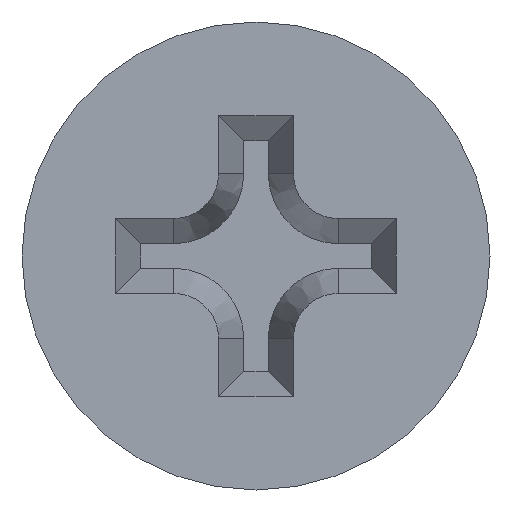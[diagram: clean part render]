
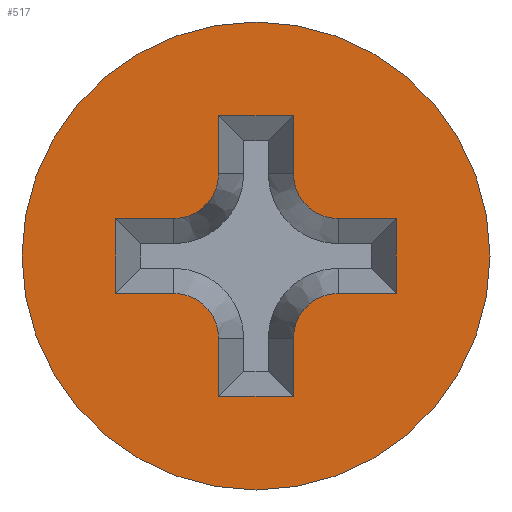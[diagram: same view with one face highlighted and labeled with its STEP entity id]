
A CAD part, front view. The second image highlights one B-rep face of the part: STEP entity #517.
In plain terms, the highlighted planar face has unit normal (0, -1, 0).
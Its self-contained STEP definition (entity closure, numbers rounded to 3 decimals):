
#71=FACE_BOUND('',#141,.T.);
#75=CIRCLE('',#546,0.239);
#77=CIRCLE('',#552,0.239);
#79=CIRCLE('',#558,0.239);
#81=CIRCLE('',#564,0.239);
#85=CIRCLE('',#572,1.25);
#117=FACE_OUTER_BOUND('',#140,.T.);
#140=EDGE_LOOP('',(#407));
#141=EDGE_LOOP('',(#408,#409,#410,#411,#412,#413,#414,#415,#416,#417,#418,
#419,#420,#421,#422,#423));
#144=LINE('',#752,#186);
#147=LINE('',#758,#189);
#150=LINE('',#764,#192);
#154=LINE('',#776,#196);
#157=LINE('',#782,#199);
#160=LINE('',#788,#202);
#164=LINE('',#800,#206);
#167=LINE('',#806,#209);
#170=LINE('',#812,#212);
#174=LINE('',#824,#216);
#177=LINE('',#830,#219);
#180=LINE('',#836,#222);
#186=VECTOR('',#600,10.);
#189=VECTOR('',#605,10.);
#192=VECTOR('',#610,10.);
#196=VECTOR('',#622,10.);
#199=VECTOR('',#627,10.);
#202=VECTOR('',#632,10.);
#206=VECTOR('',#644,10.);
#209=VECTOR('',#649,10.);
#212=VECTOR('',#654,10.);
#216=VECTOR('',#666,10.);
#219=VECTOR('',#671,10.);
#222=VECTOR('',#676,10.);
#228=VERTEX_POINT('',#749);
#229=VERTEX_POINT('',#751);
#231=VERTEX_POINT('',#757);
#233=VERTEX_POINT('',#763);
#235=VERTEX_POINT('',#769);
#237=VERTEX_POINT('',#775);
#239=VERTEX_POINT('',#781);
#241=VERTEX_POINT('',#787);
#243=VERTEX_POINT('',#793);
#245=VERTEX_POINT('',#799);
#247=VERTEX_POINT('',#805);
#249=VERTEX_POINT('',#811);
#251=VERTEX_POINT('',#817);
#253=VERTEX_POINT('',#823);
#255=VERTEX_POINT('',#829);
#257=VERTEX_POINT('',#835);
#261=VERTEX_POINT('',#852);
#264=EDGE_CURVE('',#229,#228,#144,.T.);
#267=EDGE_CURVE('',#231,#229,#147,.T.);
#270=EDGE_CURVE('',#233,#231,#150,.T.);
#273=EDGE_CURVE('',#235,#233,#75,.T.);
#276=EDGE_CURVE('',#237,#235,#154,.T.);
#279=EDGE_CURVE('',#239,#237,#157,.T.);
#282=EDGE_CURVE('',#241,#239,#160,.T.);
#285=EDGE_CURVE('',#243,#241,#77,.T.);
#288=EDGE_CURVE('',#245,#243,#164,.T.);
#291=EDGE_CURVE('',#247,#245,#167,.T.);
#294=EDGE_CURVE('',#249,#247,#170,.T.);
#297=EDGE_CURVE('',#251,#249,#79,.T.);
#300=EDGE_CURVE('',#253,#251,#174,.T.);
#303=EDGE_CURVE('',#255,#253,#177,.T.);
#306=EDGE_CURVE('',#257,#255,#180,.T.);
#309=EDGE_CURVE('',#228,#257,#81,.T.);
#315=EDGE_CURVE('',#261,#261,#85,.T.);
#407=ORIENTED_EDGE('',*,*,#315,.F.);
#408=ORIENTED_EDGE('',*,*,#264,.T.);
#409=ORIENTED_EDGE('',*,*,#309,.T.);
#410=ORIENTED_EDGE('',*,*,#306,.T.);
#411=ORIENTED_EDGE('',*,*,#303,.T.);
#412=ORIENTED_EDGE('',*,*,#300,.T.);
#413=ORIENTED_EDGE('',*,*,#297,.T.);
#414=ORIENTED_EDGE('',*,*,#294,.T.);
#415=ORIENTED_EDGE('',*,*,#291,.T.);
#416=ORIENTED_EDGE('',*,*,#288,.T.);
#417=ORIENTED_EDGE('',*,*,#285,.T.);
#418=ORIENTED_EDGE('',*,*,#282,.T.);
#419=ORIENTED_EDGE('',*,*,#279,.T.);
#420=ORIENTED_EDGE('',*,*,#276,.T.);
#421=ORIENTED_EDGE('',*,*,#273,.T.);
#422=ORIENTED_EDGE('',*,*,#270,.T.);
#423=ORIENTED_EDGE('',*,*,#267,.T.);
#439=PLANE('',#574);
#517=ADVANCED_FACE('',(#117,#71),#439,.F.);
#546=AXIS2_PLACEMENT_3D('',#770,#616,#617);
#552=AXIS2_PLACEMENT_3D('',#794,#638,#639);
#558=AXIS2_PLACEMENT_3D('',#818,#660,#661);
#564=AXIS2_PLACEMENT_3D('',#840,#682,#683);
#572=AXIS2_PLACEMENT_3D('',#854,#700,#701);
#574=AXIS2_PLACEMENT_3D('',#856,#704,#705);
#600=DIRECTION('',(0.,0.,-1.));
#605=DIRECTION('',(1.,0.,0.));
#610=DIRECTION('',(0.,0.,1.));
#616=DIRECTION('center_axis',(0.,-1.,0.));
#617=DIRECTION('ref_axis',(0.,0.,1.));
#622=DIRECTION('',(1.,0.,0.));
#627=DIRECTION('',(0.,0.,1.));
#632=DIRECTION('',(-1.,0.,0.));
#638=DIRECTION('center_axis',(0.,-1.,0.));
#639=DIRECTION('ref_axis',(-1.,0.,0.));
#644=DIRECTION('',(0.,0.,1.));
#649=DIRECTION('',(-1.,0.,0.));
#654=DIRECTION('',(0.,0.,-1.));
#660=DIRECTION('center_axis',(0.,-1.,0.));
#661=DIRECTION('ref_axis',(0.,0.,-1.));
#666=DIRECTION('',(-1.,0.,0.));
#671=DIRECTION('',(0.,0.,-1.));
#676=DIRECTION('',(1.,0.,0.));
#682=DIRECTION('center_axis',(0.,-1.,0.));
#683=DIRECTION('ref_axis',(1.,0.,0.));
#700=DIRECTION('center_axis',(0.,1.,0.));
#701=DIRECTION('ref_axis',(-1.,0.,0.));
#704=DIRECTION('center_axis',(0.,1.,0.));
#705=DIRECTION('ref_axis',(0.,0.,1.));
#749=CARTESIAN_POINT('',(0.2,0.,0.439));
#751=CARTESIAN_POINT('',(0.2,0.,0.75));
#752=CARTESIAN_POINT('',(0.2,0.,0.22));
#757=CARTESIAN_POINT('',(-0.2,0.,0.75));
#758=CARTESIAN_POINT('',(0.1,0.,0.75));
#763=CARTESIAN_POINT('',(-0.2,0.,0.439));
#764=CARTESIAN_POINT('',(-0.2,0.,0.375));
#769=CARTESIAN_POINT('',(-0.439,0.,0.2));
#770=CARTESIAN_POINT('Origin',(-0.439,0.,0.439));
#775=CARTESIAN_POINT('',(-0.75,0.,0.2));
#776=CARTESIAN_POINT('',(-0.22,0.,0.2));
#781=CARTESIAN_POINT('',(-0.75,0.,-0.2));
#782=CARTESIAN_POINT('',(-0.75,0.,0.1));
#787=CARTESIAN_POINT('',(-0.439,0.,-0.2));
#788=CARTESIAN_POINT('',(-0.375,0.,-0.2));
#793=CARTESIAN_POINT('',(-0.2,0.,-0.439));
#794=CARTESIAN_POINT('Origin',(-0.439,0.,-0.439));
#799=CARTESIAN_POINT('',(-0.2,0.,-0.75));
#800=CARTESIAN_POINT('',(-0.2,0.,-0.22));
#805=CARTESIAN_POINT('',(0.2,0.,-0.75));
#806=CARTESIAN_POINT('',(-0.1,0.,-0.75));
#811=CARTESIAN_POINT('',(0.2,0.,-0.439));
#812=CARTESIAN_POINT('',(0.2,0.,-0.375));
#817=CARTESIAN_POINT('',(0.439,0.,-0.2));
#818=CARTESIAN_POINT('Origin',(0.439,0.,-0.439));
#823=CARTESIAN_POINT('',(0.75,0.,-0.2));
#824=CARTESIAN_POINT('',(0.22,0.,-0.2));
#829=CARTESIAN_POINT('',(0.75,0.,0.2));
#830=CARTESIAN_POINT('',(0.75,0.,-0.1));
#835=CARTESIAN_POINT('',(0.439,0.,0.2));
#836=CARTESIAN_POINT('',(0.375,0.,0.2));
#840=CARTESIAN_POINT('Origin',(0.439,0.,0.439));
#852=CARTESIAN_POINT('',(1.25,0.,0.));
#854=CARTESIAN_POINT('Origin',(0.,0.,0.));
#856=CARTESIAN_POINT('Origin',(0.,0.,0.));
